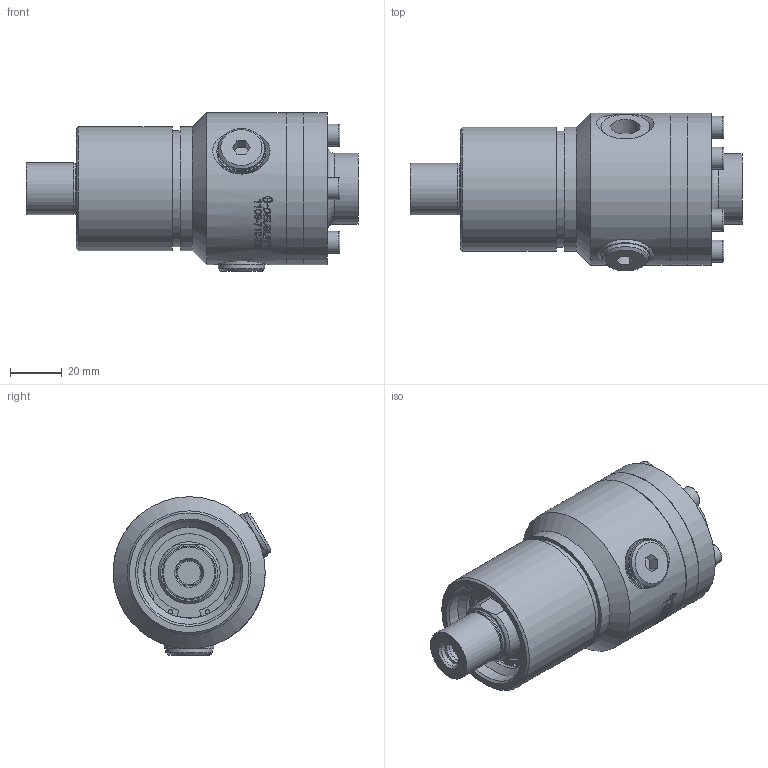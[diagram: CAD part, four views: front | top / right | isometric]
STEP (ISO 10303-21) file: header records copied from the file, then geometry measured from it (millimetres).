
FILE_DESCRIPTION(/* description */ ('Kundenmodell'),/* implementation_level */ '2;1');
FILE_NAME(/* name */ '1109-710-730-IC_Rev_F.stp',/* time_stamp */ '2020-05-21T12:52:15-05:00',/* author */ ('dyurkovich'),/* organization */ (''),/* preprocessor_version */ 'ST-DEVELOPER v18',/* originating_system */ 'Autodesk Inventor 2020',/* authorisation */ '');
FILE_SCHEMA (('AUTOMOTIVE_DESIGN { 1 0 10303 214 3 1 1 }'));
Length unit declared in the file: millimetre
Products named in the file (1): 1109-710-730-IC_Rev_F
Bounding box: 128.69 x 61.21 x 61.5 mm (x, y, z)
Volume: 224929.8 mm3; surface area: 31545 mm2
Topology: 5 solids, 12 shells, 563 faces, 1511 edges, 1025 vertices
Faces by surface type: bspline 226, plane 194, cylinder 101, cone 23, torus 19
Full cylindrical faces by diameter (mm): 1.7 x2, 7.5 x2, 8.5 x6, 8.917 x2, 9.533 x4, 10.1 x3, 11.44 x4, 11.445 x1, 13.5 x2, 14.9 x4, 14.945 x1, 18 x2, 19 x2, 19.6 x1, 20 x1, 22 x1, 22.4 x1, 24 x1, 27.4 x1, 34.95 x1, 35 x1, 35.25 x1, 40 x1, 45 x1, 48 x2, 59 x3
Entity records: 24133 total; most frequent: CARTESIAN_POINT 10315, ORIENTED_EDGE 3010, DIRECTION 2491, EDGE_CURVE 1505, VERTEX_POINT 1025, AXIS2_PLACEMENT_3D 962, EDGE_LOOP 644, LINE 567
